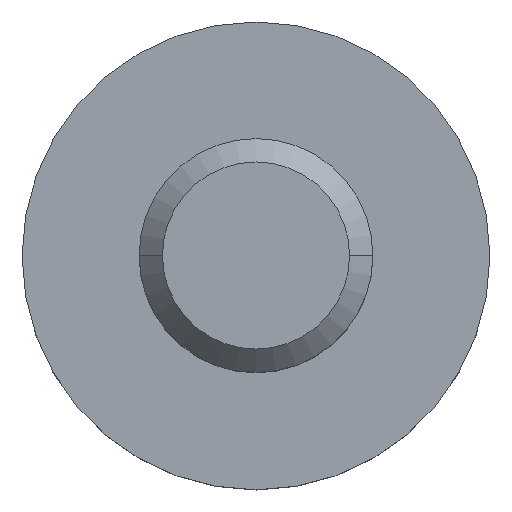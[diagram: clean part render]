
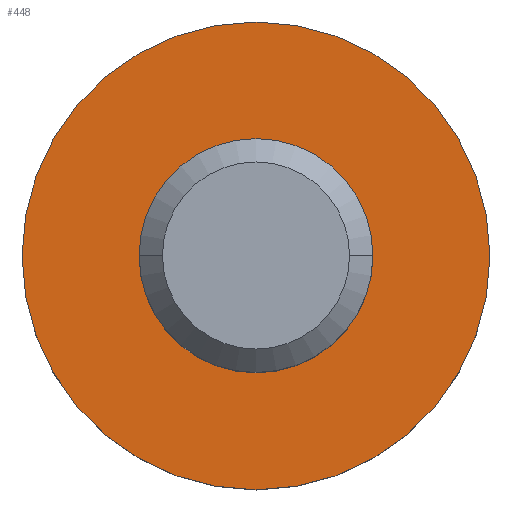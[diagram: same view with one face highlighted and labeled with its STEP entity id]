
A CAD part, top view. The second image highlights one B-rep face of the part: STEP entity #448.
In plain terms, the highlighted planar face has unit normal (0, 0, 1).
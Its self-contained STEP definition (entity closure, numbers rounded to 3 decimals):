
#5 = DIRECTION ( 'NONE',  ( -1., 0., 0. ) ) ;
#15 = CARTESIAN_POINT ( 'NONE',  ( 0., 5., 0. ) ) ;
#22 = AXIS2_PLACEMENT_3D ( 'NONE', #225, #353, #420 ) ;
#30 = ORIENTED_EDGE ( 'NONE', *, *, #366, .F. ) ;
#45 = EDGE_CURVE ( 'NONE', #104, #340, #118, .T. ) ;
#75 = CIRCLE ( 'NONE', #161, 10. ) ;
#93 = CARTESIAN_POINT ( 'NONE',  ( 10., 0., 0. ) ) ;
#94 = ORIENTED_EDGE ( 'NONE', *, *, #271, .T. ) ;
#95 = PLANE ( 'NONE',  #180 ) ;
#100 = DIRECTION ( 'NONE',  ( -1., 0., 0. ) ) ;
#104 = VERTEX_POINT ( 'NONE', #273 ) ;
#108 = DIRECTION ( 'NONE',  ( 0., 0., -1. ) ) ;
#116 = ORIENTED_EDGE ( 'NONE', *, *, #45, .T. ) ;
#118 = CIRCLE ( 'NONE', #22, 5. ) ;
#121 = CARTESIAN_POINT ( 'NONE',  ( 5., 0., 0. ) ) ;
#148 = CIRCLE ( 'NONE', #442, 5. ) ;
#149 = CIRCLE ( 'NONE', #461, 10. ) ;
#161 = AXIS2_PLACEMENT_3D ( 'NONE', #223, #194, #401 ) ;
#180 = AXIS2_PLACEMENT_3D ( 'NONE', #15, #108, #5 ) ;
#194 = DIRECTION ( 'NONE',  ( 0., 0., -1. ) ) ;
#206 = EDGE_LOOP ( 'NONE', ( #116, #94 ) ) ;
#210 = DIRECTION ( 'NONE',  ( 0., 0., -1. ) ) ;
#214 = VERTEX_POINT ( 'NONE', #227 ) ;
#218 = EDGE_LOOP ( 'NONE', ( #465, #30 ) ) ;
#223 = CARTESIAN_POINT ( 'NONE',  ( 0., 0., 0. ) ) ;
#225 = CARTESIAN_POINT ( 'NONE',  ( 0., 0., 0. ) ) ;
#227 = CARTESIAN_POINT ( 'NONE',  ( -10., 0., 0. ) ) ;
#250 = DIRECTION ( 'NONE',  ( -1., 0., 0. ) ) ;
#267 = DIRECTION ( 'NONE',  ( 0., 0., -1. ) ) ;
#268 = EDGE_CURVE ( 'NONE', #214, #336, #149, .T. ) ;
#271 = EDGE_CURVE ( 'NONE', #340, #104, #148, .T. ) ;
#273 = CARTESIAN_POINT ( 'NONE',  ( -5., 0., 0. ) ) ;
#300 = FACE_OUTER_BOUND ( 'NONE', #218, .T. ) ;
#317 = FACE_BOUND ( 'NONE', #206, .T. ) ;
#336 = VERTEX_POINT ( 'NONE', #93 ) ;
#340 = VERTEX_POINT ( 'NONE', #121 ) ;
#353 = DIRECTION ( 'NONE',  ( 0., 0., -1. ) ) ;
#366 = EDGE_CURVE ( 'NONE', #336, #214, #75, .T. ) ;
#401 = DIRECTION ( 'NONE',  ( -1., 0., 0. ) ) ;
#420 = DIRECTION ( 'NONE',  ( -1., 0., 0. ) ) ;
#434 = CARTESIAN_POINT ( 'NONE',  ( 0., 0., 0. ) ) ;
#442 = AXIS2_PLACEMENT_3D ( 'NONE', #434, #267, #100 ) ;
#448 = ADVANCED_FACE ( 'NONE', ( #300, #317 ), #95, .F. ) ;
#450 = CARTESIAN_POINT ( 'NONE',  ( 0., 0., 0. ) ) ;
#461 = AXIS2_PLACEMENT_3D ( 'NONE', #450, #210, #250 ) ;
#465 = ORIENTED_EDGE ( 'NONE', *, *, #268, .F. ) ;
